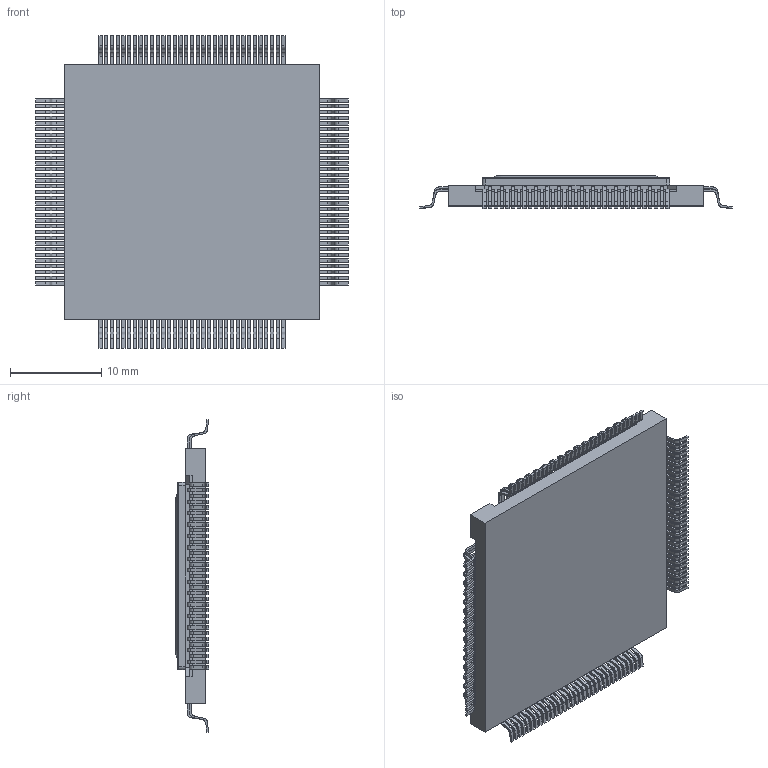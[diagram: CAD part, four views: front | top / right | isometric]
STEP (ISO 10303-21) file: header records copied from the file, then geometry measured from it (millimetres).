
FILE_DESCRIPTION (( 'STEP AP214' ), '1' );
FILE_NAME ('扻豵鵨 4229.132-3 鐕謽鍒.STEP', '2016-10-10T13:57:05', ( 'Admin' ), ( '' ), 'SwSTEP 2.0', 'SolidWorks 2014', '' );
FILE_SCHEMA (( 'AUTOMOTIVE_DESIGN' ));
Length unit declared in the file: millimetre
Products named in the file (141): Íîæêà++; Íîæêà+; Êðûøêà; Îáîäîê+; ﾎ魵瑙韃+; 扻豵鵨 4229.132-3 鐕謽鍒
Assembly tree (135 placements, depth 2):
  Íîæêà++
  Íîæêà++
  Íîæêà+
  Íîæêà++
  Íîæêà+
Bounding box: 34.2 x 3.65 x 34.2 mm (x, y, z)
Volume: 1620.3 mm3; surface area: 3980 mm2
Topology: 135 solids, 135 shells, 3601 faces, 9938 edges, 6612 vertices
Faces by surface type: plane 2745, cylinder 832, torus 16, cone 8
Entity records: 55725 total; most frequent: CARTESIAN_POINT 7550, ORIENTED_EDGE 7396, DIRECTION 6634, EDGE_CURVE 3698, VECTOR 3562, LINE 3562, VERTEX_POINT 2452, AXIS2_PLACEMENT_3D 1536
